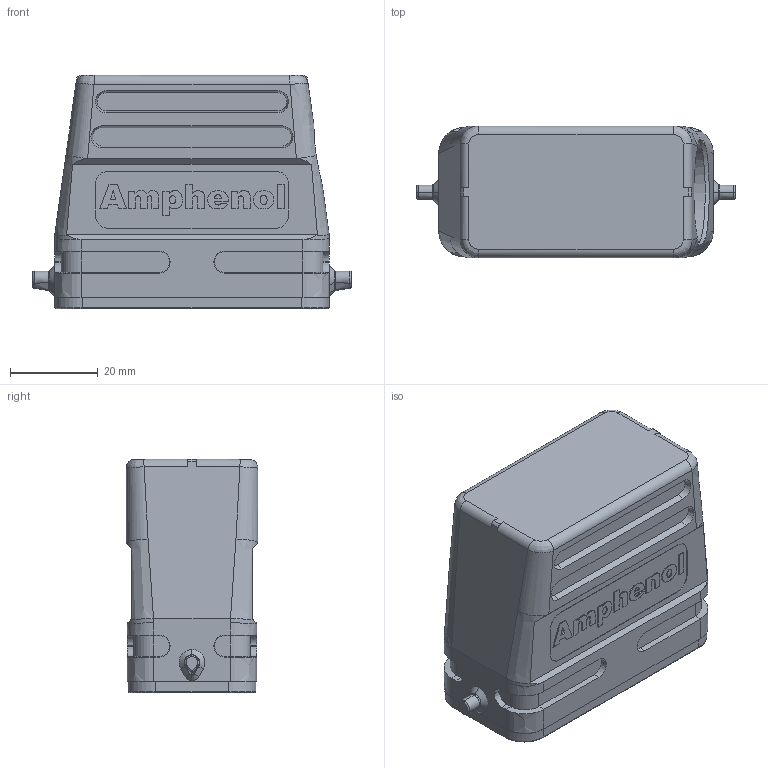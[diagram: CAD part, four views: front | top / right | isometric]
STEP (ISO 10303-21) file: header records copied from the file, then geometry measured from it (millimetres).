
FILE_DESCRIPTION(/* description */ (''),/* implementation_level */ '2;1');
FILE_NAME(/* name */ 'C146 21R010 500 4_C3D.stp',/* time_stamp */ '2018-08-17T08:00:41+02:00',/* author */ (''),/* organization */ (''),/* preprocessor_version */ 'ST-DEVELOPER v16',/* originating_system */ 'SIEMENS PLM Software NX 11.0',/* authorisation */ '');
FILE_SCHEMA (('AUTOMOTIVE_DESIGN { 1 0 10303 214 3 1 1 1 }'));
Length unit declared in the file: millimetre
Products named in the file (1): c146 21r010 500 4nxm001-03
Bounding box: 72.5 x 30 x 53.1 mm (x, y, z)
Volume: 26565.5 mm3; surface area: 20097.3 mm2
Topology: 1 solids, 1 shells, 408 faces, 1014 edges, 630 vertices
Faces by surface type: plane 189, bspline 99, cylinder 60, cone 36, extrusion 23, revolution 1
Full cylindrical faces by diameter (mm): 2.5 x4, 3.5 x4, 23.38 x1
Entity records: 16705 total; most frequent: CARTESIAN_POINT 6159, ORIENTED_EDGE 1976, DIRECTION 1456, EDGE_CURVE 988, VERTEX_POINT 624, VECTOR 489, AXIS2_PLACEMENT_3D 483, LINE 466
